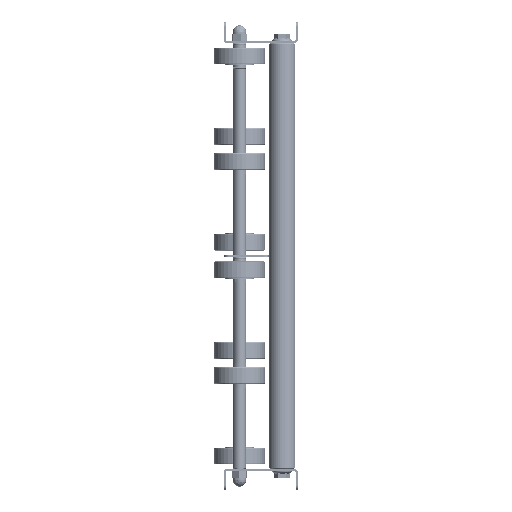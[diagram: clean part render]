
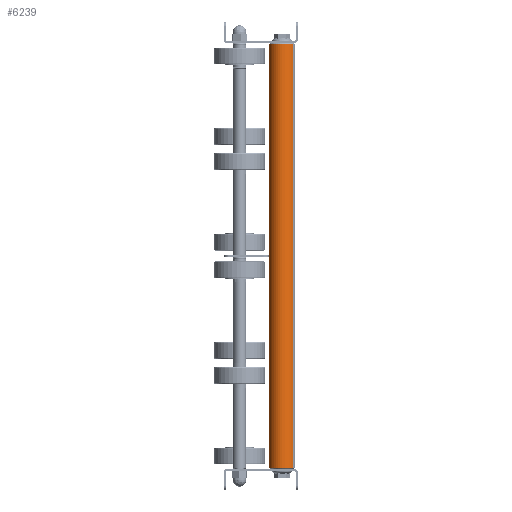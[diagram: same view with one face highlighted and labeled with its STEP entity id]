
A CAD part, left-side view. The second image highlights one B-rep face of the part: STEP entity #6239.
In plain terms, the highlighted cylindrical face has radius 12.5 mm (diameter 25 mm), a partial arc.
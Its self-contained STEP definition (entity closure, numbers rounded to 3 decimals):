
#58 = DIRECTION ( 'NONE',  ( -1., 0., 0. ) ) ;
#99 = CARTESIAN_POINT ( 'NONE',  ( 1., 0., 12.5 ) ) ;
#348 = LINE ( 'NONE', #20247, #12560 ) ;
#547 = CARTESIAN_POINT ( 'NONE',  ( 399., 0., 12.5 ) ) ;
#665 = DIRECTION ( 'NONE',  ( -1., 0., 0. ) ) ;
#2134 = VERTEX_POINT ( 'NONE', #99 ) ;
#2304 = CIRCLE ( 'NONE', #8199, 12.5 ) ;
#2326 = AXIS2_PLACEMENT_3D ( 'NONE', #10098, #5316, #6733 ) ;
#3514 = DIRECTION ( 'NONE',  ( 0., 0., 1. ) ) ;
#5316 = DIRECTION ( 'NONE',  ( -1., 0., 0. ) ) ;
#5436 = CARTESIAN_POINT ( 'NONE',  ( 400., 0., -12.5 ) ) ;
#5928 = EDGE_CURVE ( 'NONE', #16158, #10855, #11676, .T. ) ;
#6239 = ADVANCED_FACE ( 'NONE', ( #13521 ), #15159, .T. ) ;
#6467 = VERTEX_POINT ( 'NONE', #19065 ) ;
#6733 = DIRECTION ( 'NONE',  ( 0., 0., -1. ) ) ;
#6975 = DIRECTION ( 'NONE',  ( 1., 0., 0. ) ) ;
#8199 = AXIS2_PLACEMENT_3D ( 'NONE', #12403, #6975, #10558 ) ;
#8202 = EDGE_CURVE ( 'NONE', #10855, #2134, #348, .T. ) ;
#10098 = CARTESIAN_POINT ( 'NONE',  ( 399., 0., 0. ) ) ;
#10558 = DIRECTION ( 'NONE',  ( 0., 0., -1. ) ) ;
#10855 = VERTEX_POINT ( 'NONE', #547 ) ;
#10920 = AXIS2_PLACEMENT_3D ( 'NONE', #16670, #58, #3514 ) ;
#11519 = CARTESIAN_POINT ( 'NONE',  ( 399., 0., -12.5 ) ) ;
#11676 = CIRCLE ( 'NONE', #2326, 12.5 ) ;
#12079 = DIRECTION ( 'NONE',  ( -1., 0., 0. ) ) ;
#12403 = CARTESIAN_POINT ( 'NONE',  ( 1., 0., 0. ) ) ;
#12560 = VECTOR ( 'NONE', #12079, 1000. ) ;
#13366 = ORIENTED_EDGE ( 'NONE', *, *, #5928, .T. ) ;
#13521 = FACE_OUTER_BOUND ( 'NONE', #16382, .T. ) ;
#14289 = VECTOR ( 'NONE', #665, 1000. ) ;
#15116 = ORIENTED_EDGE ( 'NONE', *, *, #21181, .F. ) ;
#15159 = CYLINDRICAL_SURFACE ( 'NONE', #10920, 12.5 ) ;
#15954 = EDGE_CURVE ( 'NONE', #2134, #6467, #2304, .T. ) ;
#16158 = VERTEX_POINT ( 'NONE', #11519 ) ;
#16382 = EDGE_LOOP ( 'NONE', ( #15116, #13366, #18892, #18371 ) ) ;
#16670 = CARTESIAN_POINT ( 'NONE',  ( 400., 0., 0. ) ) ;
#18371 = ORIENTED_EDGE ( 'NONE', *, *, #15954, .T. ) ;
#18892 = ORIENTED_EDGE ( 'NONE', *, *, #8202, .T. ) ;
#19065 = CARTESIAN_POINT ( 'NONE',  ( 1., 0., -12.5 ) ) ;
#20247 = CARTESIAN_POINT ( 'NONE',  ( 400., 0., 12.5 ) ) ;
#20338 = LINE ( 'NONE', #5436, #14289 ) ;
#21181 = EDGE_CURVE ( 'NONE', #16158, #6467, #20338, .T. ) ;
